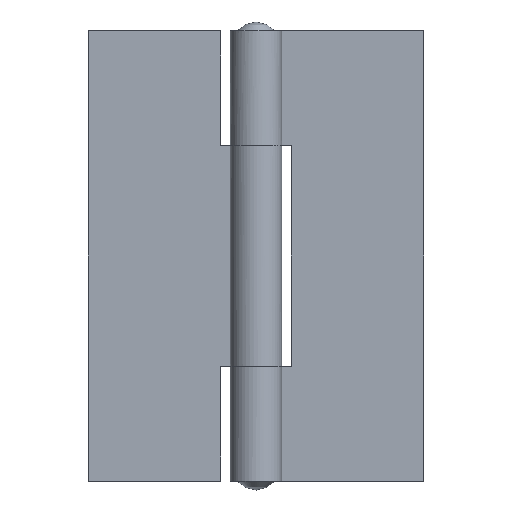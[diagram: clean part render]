
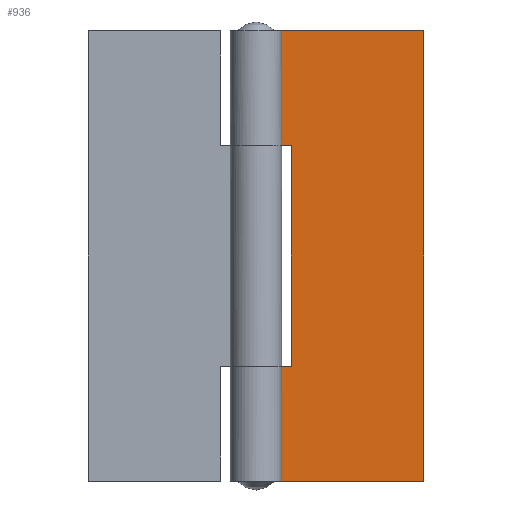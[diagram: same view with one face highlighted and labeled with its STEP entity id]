
A CAD part, front view. The second image highlights one B-rep face of the part: STEP entity #936.
In plain terms, the highlighted free-form (B-spline) face has degree [1, 1] with [2, 2] control points.
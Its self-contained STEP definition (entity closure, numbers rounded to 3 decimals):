
#475=CARTESIAN_POINT('',(4.0,1.7,38.0));
#476=VERTEX_POINT('',#475);
#482=CARTESIAN_POINT('',(0.,1.7,38.0));
#483=VERTEX_POINT('',#482);
#484=CARTESIAN_POINT('',(4.0,1.7,38.0));
#485=CARTESIAN_POINT('',(0.,1.7,38.0));
#486=QUASI_UNIFORM_CURVE('',1,(#484,#485),.UNSPECIFIED.,.F.,.U.);
#487=EDGE_CURVE('',#476,#483,#486,.T.);
#578=CARTESIAN_POINT('',(0.,1.7,13.0));
#579=VERTEX_POINT('',#578);
#610=CARTESIAN_POINT('',(4.0,1.7,13.0));
#611=VERTEX_POINT('',#610);
#612=CARTESIAN_POINT('',(0.,1.7,13.0));
#613=CARTESIAN_POINT('',(4.0,1.7,13.0));
#614=QUASI_UNIFORM_CURVE('',1,(#612,#613),.UNSPECIFIED.,.F.,.U.);
#615=EDGE_CURVE('',#579,#611,#614,.T.);
#672=CARTESIAN_POINT('',(4.0,1.7,13.0));
#673=CARTESIAN_POINT('',(4.0,1.7,38.0));
#674=QUASI_UNIFORM_CURVE('',1,(#672,#673),.UNSPECIFIED.,.F.,.U.);
#675=EDGE_CURVE('',#611,#476,#674,.T.);
#692=CARTESIAN_POINT('',(19.0,1.7,0.0));
#693=VERTEX_POINT('',#692);
#701=CARTESIAN_POINT('',(0.,1.7,0.0));
#702=VERTEX_POINT('',#701);
#703=CARTESIAN_POINT('',(0.,1.7,0.0));
#704=CARTESIAN_POINT('',(19.0,1.7,0.0));
#705=QUASI_UNIFORM_CURVE('',1,(#703,#704),.UNSPECIFIED.,.F.,.U.);
#706=EDGE_CURVE('',#702,#693,#705,.T.);
#798=CARTESIAN_POINT('',(19.0,1.7,51.0));
#799=VERTEX_POINT('',#798);
#854=CARTESIAN_POINT('',(0.,1.7,51.0));
#855=VERTEX_POINT('',#854);
#885=CARTESIAN_POINT('',(0.,1.7,51.0));
#886=CARTESIAN_POINT('',(19.0,1.7,51.0));
#887=QUASI_UNIFORM_CURVE('',1,(#885,#886),.UNSPECIFIED.,.F.,.U.);
#888=EDGE_CURVE('',#855,#799,#887,.T.);
#905=CARTESIAN_POINT('',(19.0,1.7,51.0));
#906=CARTESIAN_POINT('',(19.0,1.7,0.0));
#907=QUASI_UNIFORM_CURVE('',1,(#905,#906),.UNSPECIFIED.,.F.,.U.);
#908=EDGE_CURVE('',#799,#693,#907,.T.);
#913=CARTESIAN_POINT('',(-0.949,1.7,-2.547));
#914=CARTESIAN_POINT('',(-0.949,1.7,53.547));
#915=CARTESIAN_POINT('',(19.949,1.7,-2.547));
#916=CARTESIAN_POINT('',(19.949,1.7,53.547));
#917=B_SPLINE_SURFACE_WITH_KNOTS('',1,1,((#913,#915),(#914,#916)),.UNSPECIFIED.,.F.,.F.,.U.,(2,2),(2,2),(0.0,56.095),(0.0,20.898),.UNSPECIFIED.);
#918=ORIENTED_EDGE('',*,*,#615,.F.);
#919=CARTESIAN_POINT('',(0.,1.7,13.0));
#920=CARTESIAN_POINT('',(0.,1.7,0.0));
#921=QUASI_UNIFORM_CURVE('',1,(#919,#920),.UNSPECIFIED.,.F.,.U.);
#922=EDGE_CURVE('',#579,#702,#921,.T.);
#923=ORIENTED_EDGE('',*,*,#922,.T.);
#924=ORIENTED_EDGE('',*,*,#706,.T.);
#925=ORIENTED_EDGE('',*,*,#908,.F.);
#926=ORIENTED_EDGE('',*,*,#888,.F.);
#927=CARTESIAN_POINT('',(0.,1.7,51.0));
#928=CARTESIAN_POINT('',(0.,1.7,38.0));
#929=QUASI_UNIFORM_CURVE('',1,(#927,#928),.UNSPECIFIED.,.F.,.U.);
#930=EDGE_CURVE('',#855,#483,#929,.T.);
#931=ORIENTED_EDGE('',*,*,#930,.T.);
#932=ORIENTED_EDGE('',*,*,#487,.F.);
#933=ORIENTED_EDGE('',*,*,#675,.F.);
#934=EDGE_LOOP('',(#918,#923,#924,#925,#926,#931,#932,#933));
#935=FACE_OUTER_BOUND('',#934,.T.);
#936=ADVANCED_FACE('',(#935),#917,.F.);
